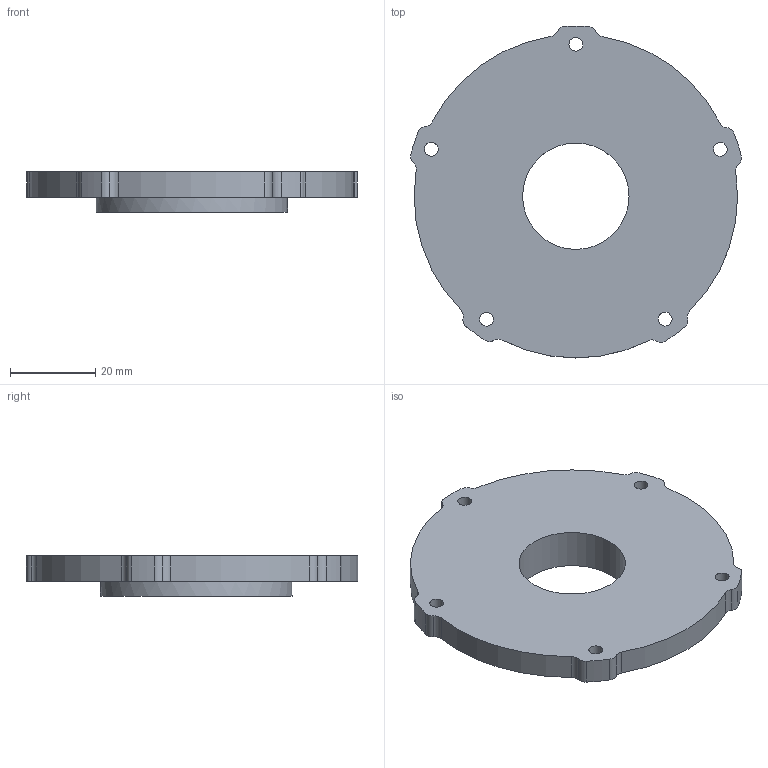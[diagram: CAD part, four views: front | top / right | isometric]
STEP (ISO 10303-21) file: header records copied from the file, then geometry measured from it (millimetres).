
FILE_DESCRIPTION(/* description */ ('Adaptateur Trampa Superstar'),/* implementation_level */ '2;1');
FILE_NAME(/* name */ '108 Adaptateur Trampa Superstar IndA.stp',/* time_stamp */ '2022-05-15T22:12:34+02:00',/* author */ ('Feuille'),/* organization */ ('ACTIA'),/* preprocessor_version */ 'ST-DEVELOPER v17',/* originating_system */ 'Autodesk Inventor 2019',/* authorisation */ 'M. GALLAND');
FILE_SCHEMA (('AUTOMOTIVE_DESIGN { 1 0 10303 214 3 1 1 }'));
Length unit declared in the file: millimetre
Products named in the file (1): 108
Bounding box: 77.74 x 77.99 x 9.5 mm (x, y, z)
Volume: 27154 mm3; surface area: 12228.8 mm2
Topology: 1 solids, 1 shells, 56 faces, 154 edges, 109 vertices
Faces by surface type: cylinder 45, plane 11
Full cylindrical faces by diameter (mm): 3.24 x5, 5 x8, 25 x1, 45 x1
Entity records: 1942 total; most frequent: DIRECTION 377, CARTESIAN_POINT 320, ORIENTED_EDGE 308, AXIS2_PLACEMENT_3D 166, EDGE_CURVE 154, CIRCLE 109, VERTEX_POINT 109, EDGE_LOOP 77
